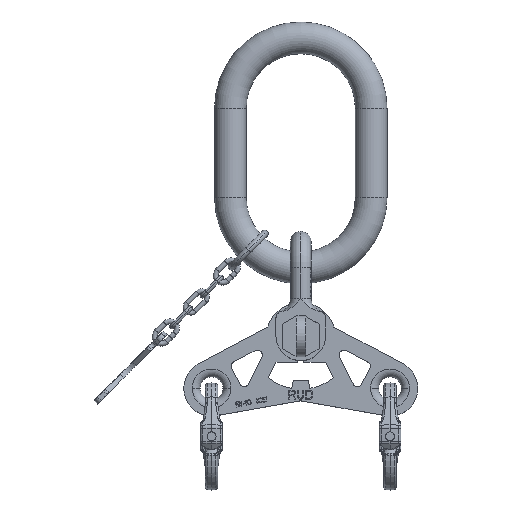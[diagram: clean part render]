
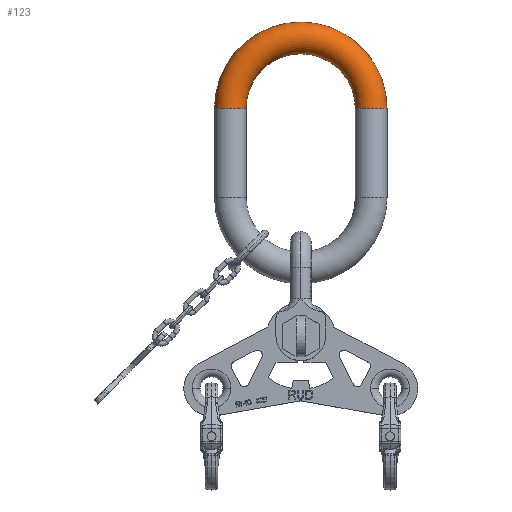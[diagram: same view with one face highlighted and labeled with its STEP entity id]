
A CAD part, top view. The second image highlights one B-rep face of the part: STEP entity #123.
In plain terms, the highlighted toroidal (fillet/blend) face has major radius 71 mm and minor radius 16 mm.
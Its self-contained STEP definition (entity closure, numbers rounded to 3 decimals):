
#5=CARTESIAN_POINT('',(-71.,90.,0.));
#6=DIRECTION('',(0.,1.,0.));
#7=DIRECTION('',(-1.,0.,0.));
#8=AXIS2_PLACEMENT_3D('',#5,#6,#7);
#10=CARTESIAN_POINT('',(0.,90.,0.));
#11=DIRECTION('',(0.,0.,-1.));
#12=DIRECTION('',(-1.,0.,0.));
#13=AXIS2_PLACEMENT_3D('',#10,#11,#12);
#15=CARTESIAN_POINT('',(71.,90.,0.));
#16=DIRECTION('',(0.,-1.,0.));
#17=DIRECTION('',(1.,0.,0.));
#18=AXIS2_PLACEMENT_3D('',#15,#16,#17);
#58=CARTESIAN_POINT('',(0.,90.,0.));
#59=DIRECTION('',(0.,0.,-1.));
#60=DIRECTION('',(-1.,0.,0.));
#61=AXIS2_PLACEMENT_3D('',#58,#59,#60);
#77=CARTESIAN_POINT('',(87.,90.,0.));
#78=CARTESIAN_POINT('',(55.,90.,0.));
#79=VERTEX_POINT('',#77);
#80=VERTEX_POINT('',#78);
#89=CARTESIAN_POINT('',(-87.,90.,0.));
#90=CARTESIAN_POINT('',(-55.,90.,0.));
#91=VERTEX_POINT('',#89);
#92=VERTEX_POINT('',#90);
#109=CARTESIAN_POINT('',(0.,90.,0.));
#110=DIRECTION('',(0.,0.,-1.));
#111=DIRECTION('',(1.,0.,0.));
#112=AXIS2_PLACEMENT_3D('',#109,#110,#111);
#113=TOROIDAL_SURFACE('',#112,71.,16.);
#115=ORIENTED_EDGE('',*,*,#114,.F.);
#117=ORIENTED_EDGE('',*,*,#116,.T.);
#118=ORIENTED_EDGE('',*,*,#98,.T.);
#120=ORIENTED_EDGE('',*,*,#119,.F.);
#121=EDGE_LOOP('',(#115,#117,#118,#120));
#122=FACE_OUTER_BOUND('',#121,.F.);
#123=ADVANCED_FACE('',(#122),#113,.T.);
#9=CIRCLE('',#8,16.);
#14=CIRCLE('',#13,87.);
#19=CIRCLE('',#18,16.);
#62=CIRCLE('',#61,55.);
#98=EDGE_CURVE('',#79,#80,#19,.T.);
#114=EDGE_CURVE('',#91,#92,#9,.T.);
#116=EDGE_CURVE('',#91,#79,#14,.T.);
#119=EDGE_CURVE('',#92,#80,#62,.T.);
